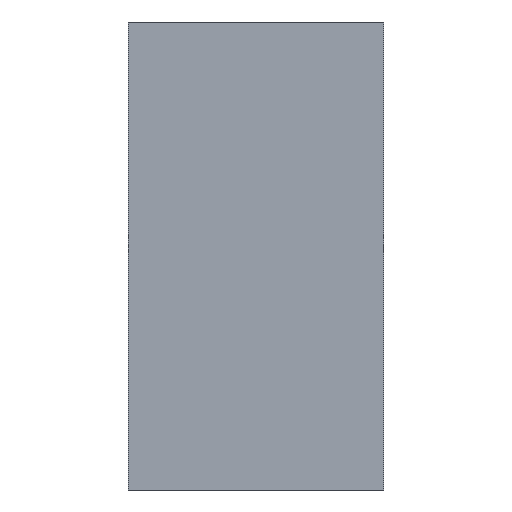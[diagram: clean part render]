
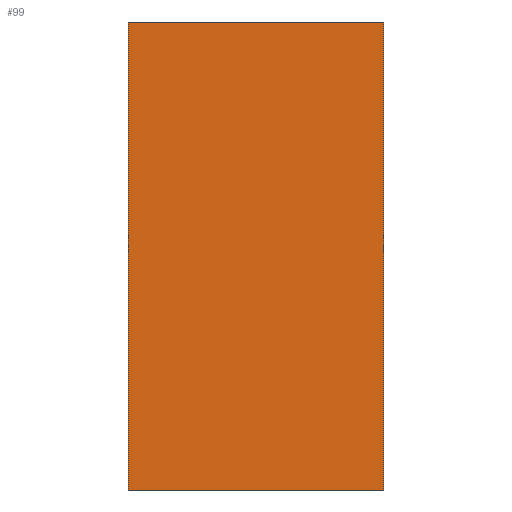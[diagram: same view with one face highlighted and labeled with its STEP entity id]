
A CAD part, left-side view. The second image highlights one B-rep face of the part: STEP entity #99.
In plain terms, the highlighted planar face has unit normal (-1, 0, 0).
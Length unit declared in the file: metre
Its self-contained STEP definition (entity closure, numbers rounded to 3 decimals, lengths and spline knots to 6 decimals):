
#16=ORIENTED_EDGE('',*,*,#40,.T.);
#17=ORIENTED_EDGE('',*,*,#41,.F.);
#18=ORIENTED_EDGE('',*,*,#42,.F.);
#19=ORIENTED_EDGE('',*,*,#37,.T.);
#37=EDGE_CURVE('',#50,#48,#57,.T.);
#40=EDGE_CURVE('',#48,#52,#60,.T.);
#41=EDGE_CURVE('',#53,#52,#61,.T.);
#42=EDGE_CURVE('',#50,#53,#62,.T.);
#48=VERTEX_POINT('',#152);
#50=VERTEX_POINT('',#155);
#52=VERTEX_POINT('',#161);
#53=VERTEX_POINT('',#163);
#57=LINE('',#154,#69);
#60=LINE('',#160,#72);
#61=LINE('',#162,#73);
#62=LINE('',#164,#74);
#69=VECTOR('',#128,1.);
#72=VECTOR('',#133,1.);
#73=VECTOR('',#134,1.);
#74=VECTOR('',#135,1.);
#81=EDGE_LOOP('',(#16,#17,#18,#19));
#87=FACE_BOUND('',#81,.T.);
#93=PLANE('',#118);
#99=ADVANCED_FACE('',(#87),#93,.F.);
#118=AXIS2_PLACEMENT_3D('',#159,#131,#132);
#128=DIRECTION('',(0.,0.,-1.));
#131=DIRECTION('',(1.,0.,0.));
#132=DIRECTION('',(0.,0.,-1.));
#133=DIRECTION('',(0.,-1.,0.));
#134=DIRECTION('',(0.,0.,-1.));
#135=DIRECTION('',(0.,-1.,0.));
#152=CARTESIAN_POINT('',(-0.0005,0.0003,-0.000275));
#154=CARTESIAN_POINT('',(-0.0005,0.0003,0.000275));
#155=CARTESIAN_POINT('',(-0.0005,0.0003,0.000275));
#159=CARTESIAN_POINT('',(-0.0005,0.00015,0.000275));
#160=CARTESIAN_POINT('',(-0.0005,0.00015,-0.000275));
#161=CARTESIAN_POINT('',(-0.0005,0.,-0.000275));
#162=CARTESIAN_POINT('',(-0.0005,0.,0.000275));
#163=CARTESIAN_POINT('',(-0.0005,0.,0.000275));
#164=CARTESIAN_POINT('',(-0.0005,0.00015,0.000275));
